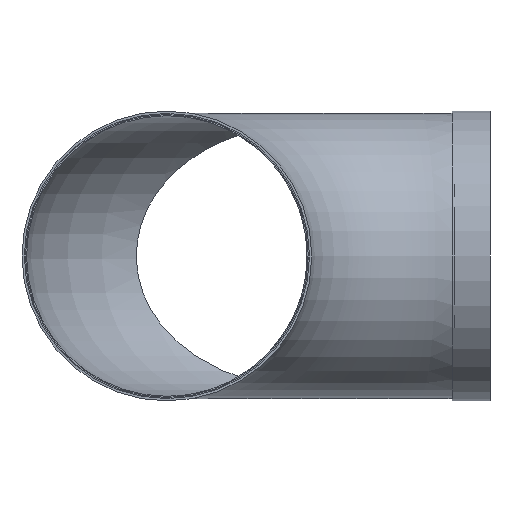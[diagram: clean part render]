
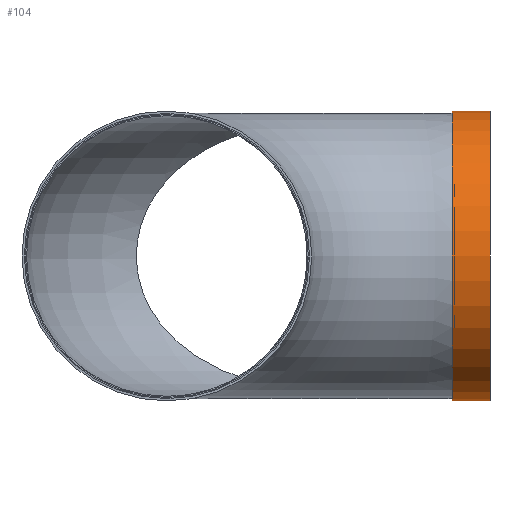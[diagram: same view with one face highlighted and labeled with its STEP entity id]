
A CAD part, left-side view. The second image highlights one B-rep face of the part: STEP entity #104.
In plain terms, the highlighted cylindrical face has radius 203.2 mm (diameter 406.4 mm), a full revolution.
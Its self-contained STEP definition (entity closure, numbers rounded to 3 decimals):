
#104 = ADVANCED_FACE( '', ( #215, #216 ), #217, .T. );
#215 = FACE_OUTER_BOUND( '', #321, .T. );
#216 = FACE_OUTER_BOUND( '', #322, .T. );
#217 = CYLINDRICAL_SURFACE( '', #323, 203.2 );
#321 = EDGE_LOOP( '', ( #458 ) );
#322 = EDGE_LOOP( '', ( #459 ) );
#323 = AXIS2_PLACEMENT_3D( '', #460, #461, #462 );
#458 = ORIENTED_EDGE( '', *, *, #531, .T. );
#459 = ORIENTED_EDGE( '', *, *, #539, .F. );
#460 = CARTESIAN_POINT( '', ( 0., 0., 0. ) );
#461 = DIRECTION( '', ( 0., 1., 0. ) );
#462 = DIRECTION( '', ( 0., 0., -1. ) );
#531 = EDGE_CURVE( '', #602, #602, #603, .T. );
#539 = EDGE_CURVE( '', #612, #612, #613, .T. );
#602 = VERTEX_POINT( '', #1716 );
#603 = CIRCLE( '', #1717, 203.2 );
#612 = VERTEX_POINT( '', #1726 );
#613 = CIRCLE( '', #1727, 203.2 );
#1716 = CARTESIAN_POINT( '', ( 0., 53.2, -203.2 ) );
#1717 = AXIS2_PLACEMENT_3D( '', #1783, #1784, #1785 );
#1726 = CARTESIAN_POINT( '', ( 0., 0., -203.2 ) );
#1727 = AXIS2_PLACEMENT_3D( '', #1792, #1793, #1794 );
#1783 = CARTESIAN_POINT( '', ( 0., 53.2, 0. ) );
#1784 = DIRECTION( '', ( 0., -1., 0. ) );
#1785 = DIRECTION( '', ( 0., 0., -1. ) );
#1792 = CARTESIAN_POINT( '', ( 0., 0., 0. ) );
#1793 = DIRECTION( '', ( 0., -1., 0. ) );
#1794 = DIRECTION( '', ( 0., 0., -1. ) );
